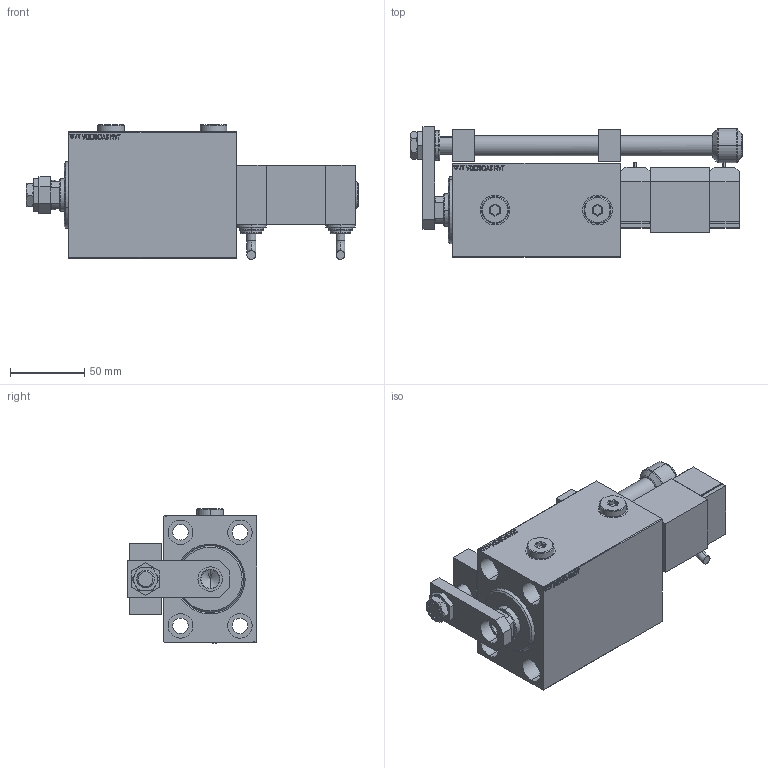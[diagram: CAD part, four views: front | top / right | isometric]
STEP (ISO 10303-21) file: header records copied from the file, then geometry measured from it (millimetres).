
FILE_DESCRIPTION (( 'STEP AP203' ), '1' );
FILE_NAME ('09f9.STEP', '2025-09-17T06:37:20', ( '' ), ( '' ), 'SwSTEP 2.0', 'SolidWorks 2019', '' );
FILE_SCHEMA (( 'CONFIG_CONTROL_DESIGN' ));
Length unit declared in the file: millimetre
Products named in the file (14): V450CM_VC_B 2dca53f35daec8dc848aa7de5d4f1c15; MIDDLE 2dca53f35daec8dc848aa7de5d4f1c15; V450CM_C_Body 2dca53f35daec8dc848aa7de5d4f1c15; TYC_P 2dca53f35daec8dc848aa7de5d4f1c15; V450CM_C_VCP 2dca53f35daec8dc848aa7de5d4f1c15; 09f9; ZARAZKA_P 2dca53f35daec8dc848aa7de5d4f1c15; NUT_D16 2dca53f35daec8dc848aa7de5d4f1c15; SWITCH P 2dca53f35daec8dc848aa7de5d4f1c15; SWITCH_P_FRONT_BACK 2dca53f35daec8dc848aa7de5d4f1c15; KROUZEK_PRO_TYC 2dca53f35daec8dc848aa7de5d4f1c15; SWITCH DIM W_B 2dca53f35daec8dc848aa7de5d4f1c15; Zatka_OIL_PORT 2dca53f35daec8dc848aa7de5d4f1c15; NUT_D19_P 2dca53f35daec8dc848aa7de5d4f1c15
Assembly tree (16 placements, depth 2):
  09f9
    V450CM_C_Body 2dca53f35daec8dc848aa7de5d4f1c15
    V450CM_C_VCP 2dca53f35daec8dc848aa7de5d4f1c15
    V450CM_VC_B 2dca53f35daec8dc848aa7de5d4f1c15
    SWITCH DIM W_B 2dca53f35daec8dc848aa7de5d4f1c15
    SWITCH P 2dca53f35daec8dc848aa7de5d4f1c15  x2
    SWITCH_P_FRONT_BACK 2dca53f35daec8dc848aa7de5d4f1c15  x2
    TYC_P 2dca53f35daec8dc848aa7de5d4f1c15
    ZARAZKA_P 2dca53f35daec8dc848aa7de5d4f1c15
    KROUZEK_PRO_TYC 2dca53f35daec8dc848aa7de5d4f1c15
    MIDDLE 2dca53f35daec8dc848aa7de5d4f1c15
    NUT_D16 2dca53f35daec8dc848aa7de5d4f1c15
    NUT_D19_P 2dca53f35daec8dc848aa7de5d4f1c15
    Zatka_OIL_PORT 2dca53f35daec8dc848aa7de5d4f1c15  x2
Bounding box: 223.5 x 87.5 x 90.66 mm (x, y, z)
Volume: 717266.7 mm3; surface area: 148544.7 mm2
Topology: 16 solids, 16 shells, 1141 faces, 2834 edges, 1856 vertices
Faces by surface type: plane 554, bspline 380, cylinder 134, cone 41, torus 32
Entity records: 50891 total; most frequent: CARTESIAN_POINT 26365, ORIENTED_EDGE 5288, DIRECTION 3545, EDGE_CURVE 2644, VERTEX_POINT 1736, VECTOR 1529, LINE 1529, EDGE_LOOP 1218
